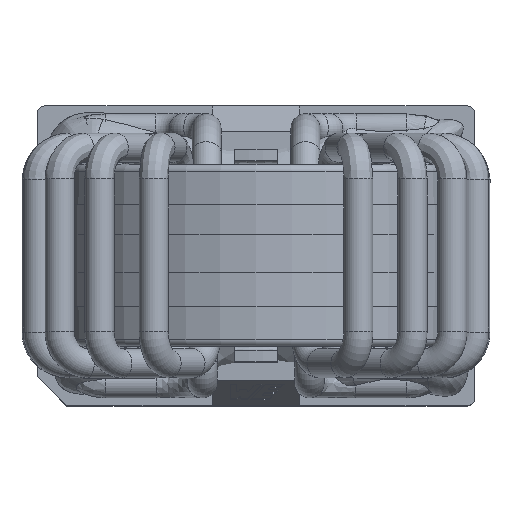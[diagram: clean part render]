
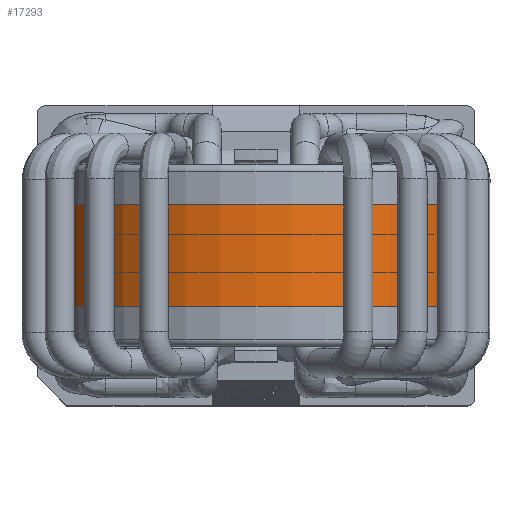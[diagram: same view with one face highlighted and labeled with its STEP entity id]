
A CAD part, top view. The second image highlights one B-rep face of the part: STEP entity #17293.
In plain terms, the highlighted cylindrical face has radius 14.155 mm (diameter 28.31 mm), a full revolution.
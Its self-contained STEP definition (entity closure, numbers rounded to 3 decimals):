
#3509=CYLINDRICAL_SURFACE('',#18305,14.155);
#4871=ORIENTED_EDGE('',*,*,#8021,.F.);
#4872=ORIENTED_EDGE('',*,*,#8023,.T.);
#8021=EDGE_CURVE('',#9766,#9766,#10811,.T.);
#8023=EDGE_CURVE('',#9768,#9768,#10813,.T.);
#9766=VERTEX_POINT('',#32166);
#9768=VERTEX_POINT('',#32171);
#10811=CIRCLE('',#18300,14.155);
#10813=CIRCLE('',#18303,14.155);
#11576=EDGE_LOOP('',(#4871));
#11577=EDGE_LOOP('',(#4872));
#12657=FACE_BOUND('',#11576,.T.);
#12658=FACE_BOUND('',#11577,.T.);
#17293=ADVANCED_FACE('',(#12657,#12658),#3509,.T.);
#18300=AXIS2_PLACEMENT_3D('',#32165,#20406,#20407);
#18303=AXIS2_PLACEMENT_3D('',#32170,#20412,#20413);
#18305=AXIS2_PLACEMENT_3D('',#32174,#20416,#20417);
#20406=DIRECTION('',(0.,1.,0.));
#20407=DIRECTION('',(1.,0.,0.));
#20412=DIRECTION('',(0.,1.,0.));
#20413=DIRECTION('',(1.,0.,0.));
#20416=DIRECTION('',(0.,1.,0.));
#20417=DIRECTION('',(0.,0.,1.));
#32165=CARTESIAN_POINT('',(0.,3.5,0.));
#32166=CARTESIAN_POINT('',(14.155,3.5,0.));
#32170=CARTESIAN_POINT('',(0.,-3.5,0.));
#32171=CARTESIAN_POINT('',(14.155,-3.5,0.));
#32174=CARTESIAN_POINT('',(0.,-3.5,0.));
